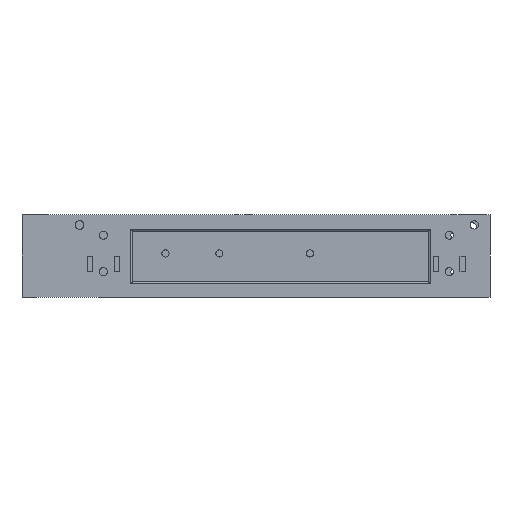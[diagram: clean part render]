
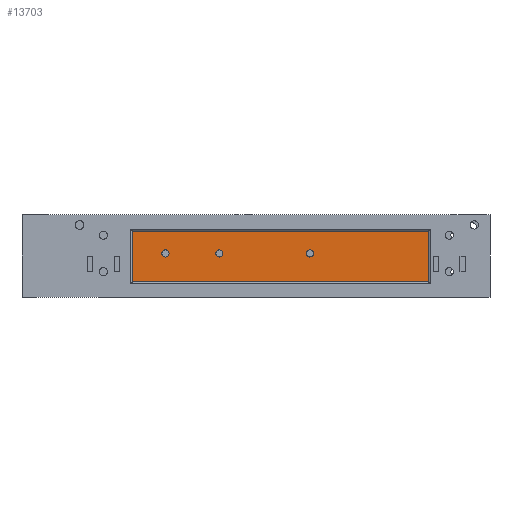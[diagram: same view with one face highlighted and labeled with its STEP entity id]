
A CAD part, front view. The second image highlights one B-rep face of the part: STEP entity #13703.
In plain terms, the highlighted planar face has unit normal (0, -1, 0).
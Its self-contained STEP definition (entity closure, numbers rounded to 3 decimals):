
#249 = CARTESIAN_POINT ( 'NONE',  ( -196.419, 0., -18.5 ) ) ;
#292 = AXIS2_PLACEMENT_3D ( 'NONE', #11934, #7682, #6632 ) ;
#568 = VERTEX_POINT ( 'NONE', #10734 ) ;
#581 = CARTESIAN_POINT ( 'NONE',  ( -151.919, 0., -18.5 ) ) ;
#624 = CARTESIAN_POINT ( 'NONE',  ( -239.169, 0., -32.5 ) ) ;
#670 = CARTESIAN_POINT ( 'NONE',  ( -151.919, 0., -16.75 ) ) ;
#758 = FACE_BOUND ( 'NONE', #5735, .T. ) ;
#953 = CIRCLE ( 'NONE', #8886, 1.75 ) ;
#1070 = LINE ( 'NONE', #7827, #7760 ) ;
#1143 = ORIENTED_EDGE ( 'NONE', *, *, #1436, .F. ) ;
#1205 = AXIS2_PLACEMENT_3D ( 'NONE', #10956, #5349, #11883 ) ;
#1236 = VERTEX_POINT ( 'NONE', #2888 ) ;
#1436 = EDGE_CURVE ( 'NONE', #568, #8635, #8379, .T. ) ;
#1480 = LINE ( 'NONE', #624, #9094 ) ;
#1487 = CARTESIAN_POINT ( 'NONE',  ( -93.669, 0., -32.5 ) ) ;
#1498 = AXIS2_PLACEMENT_3D ( 'NONE', #5658, #12251, #12118 ) ;
#1692 = EDGE_CURVE ( 'NONE', #5640, #6458, #6398, .T. ) ;
#2126 = VECTOR ( 'NONE', #9109, 1000. ) ;
#2425 = DIRECTION ( 'NONE',  ( 0., 0., 1. ) ) ;
#2512 = LINE ( 'NONE', #8114, #2126 ) ;
#2888 = CARTESIAN_POINT ( 'NONE',  ( -239.169, 0., -7.5 ) ) ;
#2896 = DIRECTION ( 'NONE',  ( -1., 0., 0. ) ) ;
#3213 = ORIENTED_EDGE ( 'NONE', *, *, #4968, .T. ) ;
#3454 = CARTESIAN_POINT ( 'NONE',  ( -93.669, 0., -7.5 ) ) ;
#3749 = DIRECTION ( 'NONE',  ( 0., 0., -1. ) ) ;
#3915 = DIRECTION ( 'NONE',  ( 0., -1., 0. ) ) ;
#4805 = FACE_BOUND ( 'NONE', #11501, .T. ) ;
#4909 = DIRECTION ( 'NONE',  ( 0., 0., -1. ) ) ;
#4968 = EDGE_CURVE ( 'NONE', #11825, #9298, #1070, .T. ) ;
#5010 = FACE_BOUND ( 'NONE', #7746, .T. ) ;
#5120 = EDGE_CURVE ( 'NONE', #10663, #10675, #953, .T. ) ;
#5349 = DIRECTION ( 'NONE',  ( 0., -1., 0. ) ) ;
#5628 = EDGE_CURVE ( 'NONE', #6458, #5640, #7329, .T. ) ;
#5640 = VERTEX_POINT ( 'NONE', #8079 ) ;
#5658 = CARTESIAN_POINT ( 'NONE',  ( -196.419, 0., -18.5 ) ) ;
#5698 = EDGE_CURVE ( 'NONE', #9298, #1236, #9269, .T. ) ;
#5735 = EDGE_LOOP ( 'NONE', ( #7856, #1143 ) ) ;
#6150 = DIRECTION ( 'NONE',  ( 0., -1., 0. ) ) ;
#6200 = CIRCLE ( 'NONE', #1205, 1.75 ) ;
#6398 = CIRCLE ( 'NONE', #292, 1.75 ) ;
#6458 = VERTEX_POINT ( 'NONE', #12576 ) ;
#6632 = DIRECTION ( 'NONE',  ( 0., 0., -1. ) ) ;
#6809 = DIRECTION ( 'NONE',  ( 1., 0., 0. ) ) ;
#6956 = CARTESIAN_POINT ( 'NONE',  ( -222.919, 0., -18.5 ) ) ;
#6966 = ORIENTED_EDGE ( 'NONE', *, *, #5628, .F. ) ;
#7095 = DIRECTION ( 'NONE',  ( 0., -1., 0. ) ) ;
#7101 = AXIS2_PLACEMENT_3D ( 'NONE', #6956, #7095, #11269 ) ;
#7314 = ORIENTED_EDGE ( 'NONE', *, *, #12925, .T. ) ;
#7329 = CIRCLE ( 'NONE', #7101, 1.75 ) ;
#7682 = DIRECTION ( 'NONE',  ( 0., -1., 0. ) ) ;
#7746 = EDGE_LOOP ( 'NONE', ( #6966, #13074 ) ) ;
#7760 = VECTOR ( 'NONE', #2425, 1000. ) ;
#7777 = DIRECTION ( 'NONE',  ( 0., 0., -1. ) ) ;
#7827 = CARTESIAN_POINT ( 'NONE',  ( -93.669, 0., -7.5 ) ) ;
#7856 = ORIENTED_EDGE ( 'NONE', *, *, #13595, .F. ) ;
#8079 = CARTESIAN_POINT ( 'NONE',  ( -222.919, 0., -16.75 ) ) ;
#8114 = CARTESIAN_POINT ( 'NONE',  ( -239.169, 0., -7.5 ) ) ;
#8199 = CARTESIAN_POINT ( 'NONE',  ( -239.169, 0., -32.5 ) ) ;
#8379 = CIRCLE ( 'NONE', #9503, 1.75 ) ;
#8635 = VERTEX_POINT ( 'NONE', #13294 ) ;
#8700 = ORIENTED_EDGE ( 'NONE', *, *, #10884, .F. ) ;
#8886 = AXIS2_PLACEMENT_3D ( 'NONE', #581, #3915, #4909 ) ;
#9023 = EDGE_CURVE ( 'NONE', #10787, #11825, #1480, .T. ) ;
#9094 = VECTOR ( 'NONE', #6809, 1000. ) ;
#9109 = DIRECTION ( 'NONE',  ( 0., 0., -1. ) ) ;
#9132 = PLANE ( 'NONE',  #11913 ) ;
#9269 = LINE ( 'NONE', #9474, #12307 ) ;
#9298 = VERTEX_POINT ( 'NONE', #3454 ) ;
#9474 = CARTESIAN_POINT ( 'NONE',  ( -239.169, 0., -7.5 ) ) ;
#9503 = AXIS2_PLACEMENT_3D ( 'NONE', #249, #11174, #7777 ) ;
#10328 = CIRCLE ( 'NONE', #1498, 1.75 ) ;
#10663 = VERTEX_POINT ( 'NONE', #13861 ) ;
#10675 = VERTEX_POINT ( 'NONE', #670 ) ;
#10734 = CARTESIAN_POINT ( 'NONE',  ( -196.419, 0., -16.75 ) ) ;
#10787 = VERTEX_POINT ( 'NONE', #8199 ) ;
#10884 = EDGE_CURVE ( 'NONE', #10675, #10663, #6200, .T. ) ;
#10956 = CARTESIAN_POINT ( 'NONE',  ( -151.919, 0., -18.5 ) ) ;
#11174 = DIRECTION ( 'NONE',  ( 0., -1., 0. ) ) ;
#11269 = DIRECTION ( 'NONE',  ( 0., 0., -1. ) ) ;
#11492 = ORIENTED_EDGE ( 'NONE', *, *, #5698, .T. ) ;
#11501 = EDGE_LOOP ( 'NONE', ( #13353, #8700 ) ) ;
#11825 = VERTEX_POINT ( 'NONE', #1487 ) ;
#11883 = DIRECTION ( 'NONE',  ( 0., 0., -1. ) ) ;
#11913 = AXIS2_PLACEMENT_3D ( 'NONE', #13461, #6150, #3749 ) ;
#11934 = CARTESIAN_POINT ( 'NONE',  ( -222.919, 0., -18.5 ) ) ;
#12118 = DIRECTION ( 'NONE',  ( 0., 0., -1. ) ) ;
#12251 = DIRECTION ( 'NONE',  ( 0., -1., 0. ) ) ;
#12307 = VECTOR ( 'NONE', #2896, 1000. ) ;
#12331 = FACE_OUTER_BOUND ( 'NONE', #13410, .T. ) ;
#12410 = ORIENTED_EDGE ( 'NONE', *, *, #9023, .T. ) ;
#12576 = CARTESIAN_POINT ( 'NONE',  ( -222.919, 0., -20.25 ) ) ;
#12925 = EDGE_CURVE ( 'NONE', #1236, #10787, #2512, .T. ) ;
#13074 = ORIENTED_EDGE ( 'NONE', *, *, #1692, .F. ) ;
#13294 = CARTESIAN_POINT ( 'NONE',  ( -196.419, 0., -20.25 ) ) ;
#13353 = ORIENTED_EDGE ( 'NONE', *, *, #5120, .F. ) ;
#13410 = EDGE_LOOP ( 'NONE', ( #7314, #12410, #3213, #11492 ) ) ;
#13461 = CARTESIAN_POINT ( 'NONE',  ( 0., 0., 0. ) ) ;
#13595 = EDGE_CURVE ( 'NONE', #8635, #568, #10328, .T. ) ;
#13703 = ADVANCED_FACE ( 'NONE', ( #5010, #758, #4805, #12331 ), #9132, .T. ) ;
#13861 = CARTESIAN_POINT ( 'NONE',  ( -151.919, 0., -20.25 ) ) ;
